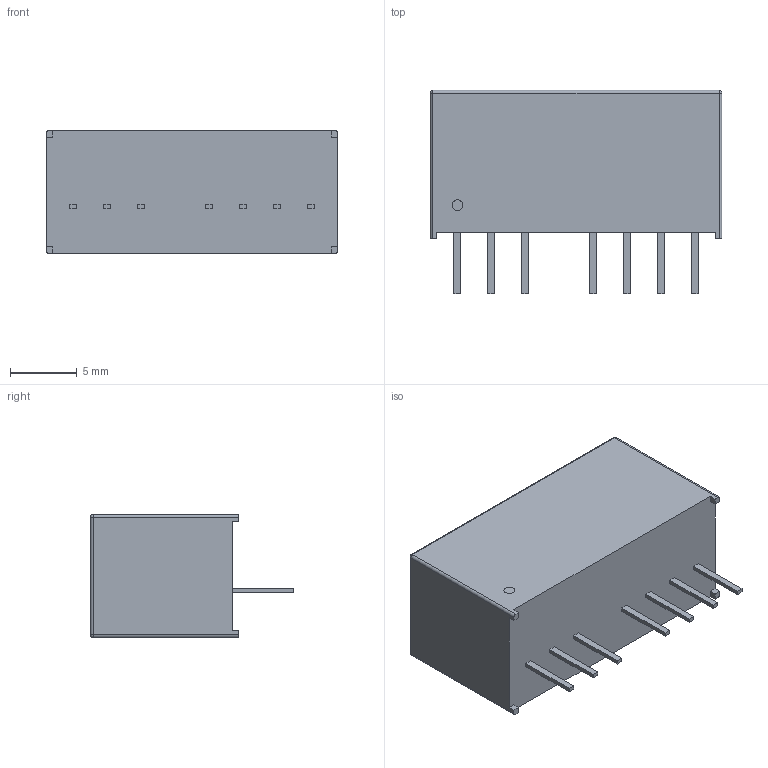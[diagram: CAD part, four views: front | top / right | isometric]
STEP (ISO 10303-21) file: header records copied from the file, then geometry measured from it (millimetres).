
FILE_DESCRIPTION (( 'STEP AP214' ), '1' );
FILE_NAME ('SPBW06F-03.STEP', '2019-01-22T22:10:48', ( '' ), ( '' ), 'SwSTEP 2.0', 'SolidWorks 2017', '' );
FILE_SCHEMA (( 'AUTOMOTIVE_DESIGN' ));
Length unit declared in the file: millimetre
Products named in the file (1): SPBW06F-03
Bounding box: 21.8 x 15.2 x 9.2 mm (x, y, z)
Volume: 2130.4 mm3; surface area: 1108.3 mm2
Topology: 9 solids, 9 shells, 79 faces, 172 edges, 108 vertices
Faces by surface type: plane 63, cylinder 12, sphere 4
Entity records: 2196 total; most frequent: CARTESIAN_POINT 356, DIRECTION 352, ORIENTED_EDGE 336, EDGE_CURVE 168, LINE 144, VECTOR 144, VERTEX_POINT 108, AXIS2_PLACEMENT_3D 104
